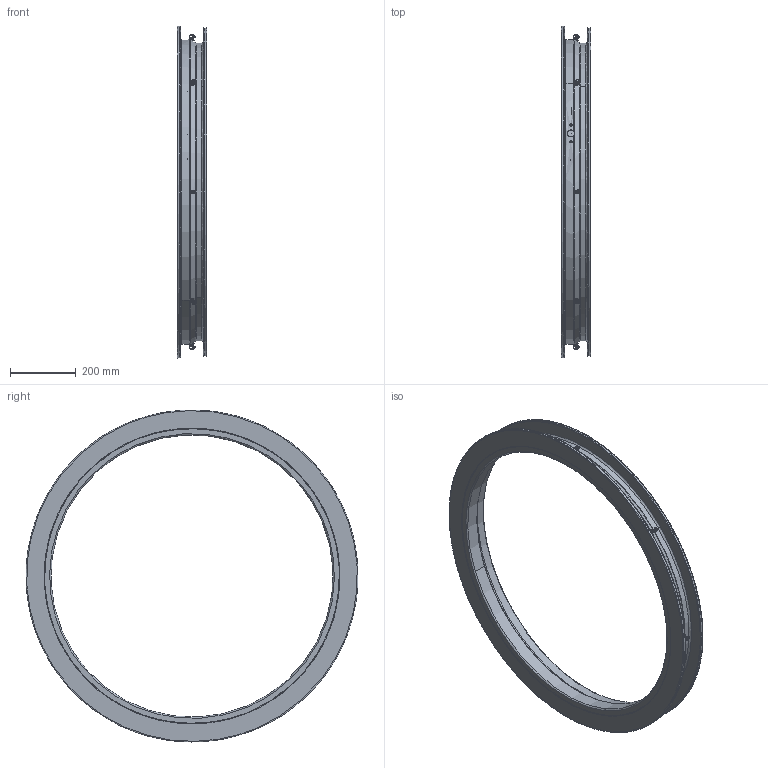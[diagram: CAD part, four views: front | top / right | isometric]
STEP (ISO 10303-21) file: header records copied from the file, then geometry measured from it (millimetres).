
FILE_DESCRIPTION (( 'STEP AP214' ), '1' );
FILE_NAME ('0016746_HE1000-22.STEP', '2015-12-10T14:05:45', ( 'install' ), ( 'Hewlett-Packard Company' ), 'SwSTEP 2.0', 'SolidWorks 2010', '' );
FILE_SCHEMA (( 'AUTOMOTIVE_DESIGN' ));
Length unit declared in the file: millimetre
Products named in the file (9): KLK-1200-010_AF0; 0016746_HE1000-22; SCH-V02; 000012002_V01; KLK-0000-701; JS-1101-021; 000017006_22_HE90_1000; NT-0004300; KLK-1300-010_AF0
Assembly tree (23 placements, depth 2):
  0016746_HE1000-22
    NT-0004300  x8
    JS-1101-021  x8
    000012002_V01  x2
    KLK-1200-010_AF0
    SCH-V02
    KLK-0000-701
    000017006_22_HE90_1000
    KLK-1300-010_AF0
Bounding box: 90 x 1010.64 x 1010.7 mm (x, y, z)
Volume: 8432154.6 mm3; surface area: 1706120.7 mm2
Topology: 24 solids, 24 shells, 691 faces, 1798 edges, 1184 vertices
Faces by surface type: cylinder 202, plane 174, cone 172, bspline 123, torus 20
Entity records: 16000 total; most frequent: CARTESIAN_POINT 8279, ORIENTED_EDGE 1086, DIRECTION 1051, EDGE_CURVE 543, AXIS2_PLACEMENT_3D 463, VERTEX_POINT 352, CIRCLE 293, EDGE_LOOP 243
